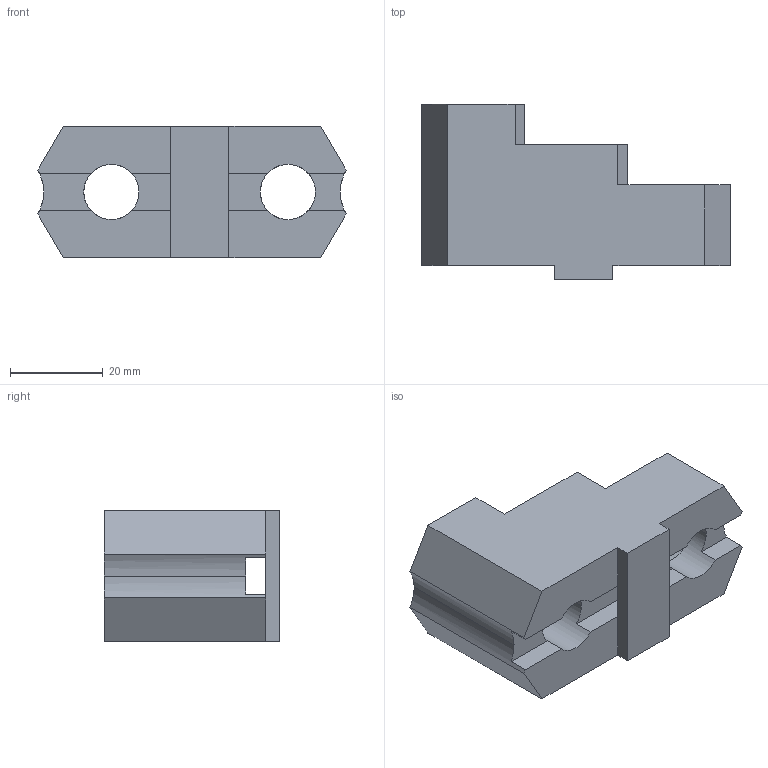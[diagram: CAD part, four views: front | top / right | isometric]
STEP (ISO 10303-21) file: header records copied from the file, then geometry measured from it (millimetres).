
FILE_DESCRIPTION(('produced by SPATIAL CORP'),'2;1');
FILE_NAME( 'htj.prt.hh.sat.stp', '2002-04-19T13:42:07+00:00',('SPATIAL CORP'),('SPATIAL CORP'), 'ACIS STEP Husk','http://www.spatial.com','SPATIAL CORP');
FILE_SCHEMA(('CONFIG_CONTROL_DESIGN'));
Length unit declared in the file: millimetre
Products named in the file (1): PRODUCT_ID_1
Bounding box: 66.55 x 37.85 x 28.45 mm (x, y, z)
Volume: 36154 mm3; surface area: 10923.5 mm2
Topology: 1 solids, 1 shells, 48 faces, 143 edges, 94 vertices
Faces by surface type: plane 32, cylinder 16
Entity records: 1673 total; most frequent: ORIENTED_EDGE 286, CARTESIAN_POINT 276, DIRECTION 267, EDGE_CURVE 143, VECTOR 97, LINE 97, VERTEX_POINT 94, AXIS2_PLACEMENT_3D 85
